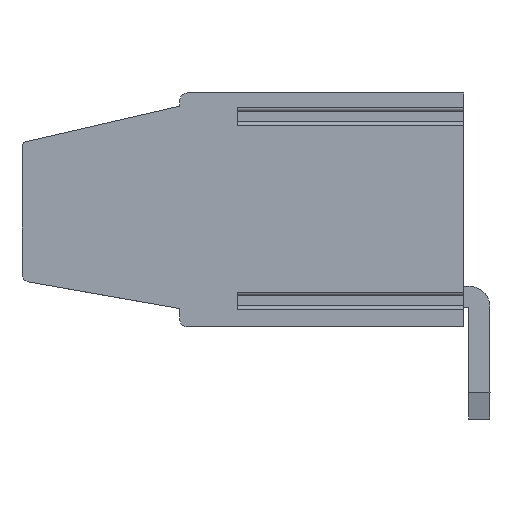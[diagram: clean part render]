
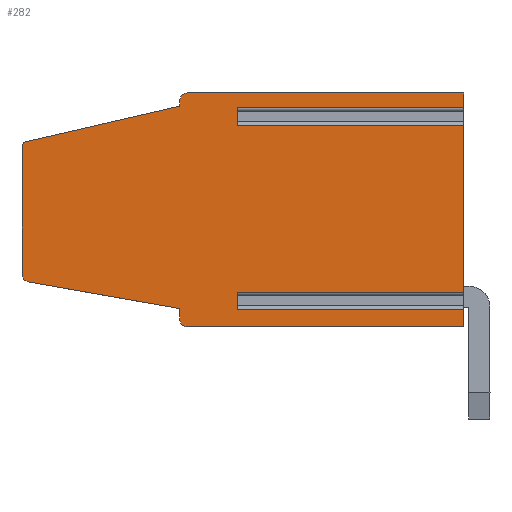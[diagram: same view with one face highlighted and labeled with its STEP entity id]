
A CAD part, left-side view. The second image highlights one B-rep face of the part: STEP entity #282.
In plain terms, the highlighted planar face has unit normal (-1, 0, 0).
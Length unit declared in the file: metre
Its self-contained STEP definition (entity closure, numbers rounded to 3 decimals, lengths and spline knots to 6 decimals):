
#282=ADVANCED_FACE('',(#658),#659,.T.);
#658=FACE_OUTER_BOUND('',#1131,.T.);
#659=PLANE('',#1132);
#1131=EDGE_LOOP('',(#1929,#1930,#1931,#1932,#1933,#1934,#1935,#1936,#1937,#1938,#1939,#1940,#1941,#1942,#1943,#1944,#1945,#1946,#1947,#1948));
#1132=AXIS2_PLACEMENT_3D('',#1949,#1950,#1951);
#1929=ORIENTED_EDGE('',*,*,#3076,.T.);
#1930=ORIENTED_EDGE('',*,*,#3012,.F.);
#1931=ORIENTED_EDGE('',*,*,#3051,.F.);
#1932=ORIENTED_EDGE('',*,*,#2919,.T.);
#1933=ORIENTED_EDGE('',*,*,#3077,.T.);
#1934=ORIENTED_EDGE('',*,*,#3078,.T.);
#1935=ORIENTED_EDGE('',*,*,#3079,.T.);
#1936=ORIENTED_EDGE('',*,*,#3080,.T.);
#1937=ORIENTED_EDGE('',*,*,#3081,.T.);
#1938=ORIENTED_EDGE('',*,*,#3082,.T.);
#1939=ORIENTED_EDGE('',*,*,#2886,.T.);
#1940=ORIENTED_EDGE('',*,*,#3083,.T.);
#1941=ORIENTED_EDGE('',*,*,#2957,.T.);
#1942=ORIENTED_EDGE('',*,*,#3069,.T.);
#1943=ORIENTED_EDGE('',*,*,#3084,.T.);
#1944=ORIENTED_EDGE('',*,*,#3085,.F.);
#1945=ORIENTED_EDGE('',*,*,#3086,.T.);
#1946=ORIENTED_EDGE('',*,*,#2804,.T.);
#1947=ORIENTED_EDGE('',*,*,#3000,.F.);
#1948=ORIENTED_EDGE('',*,*,#2997,.F.);
#1949=CARTESIAN_POINT('',(0.015,0.0168,-0.00689));
#1950=DIRECTION('',(-1.0,0.,0.));
#1951=DIRECTION('',(0.,1.0,0.));
#2804=EDGE_CURVE('',#3342,#3343,#3344,.T.);
#2886=EDGE_CURVE('',#3486,#3484,#3487,.T.);
#2919=EDGE_CURVE('',#3545,#3543,#3546,.T.);
#2957=EDGE_CURVE('',#3612,#3609,#3613,.T.);
#2997=EDGE_CURVE('',#3672,#3674,#3675,.T.);
#3000=EDGE_CURVE('',#3674,#3343,#3678,.T.);
#3012=EDGE_CURVE('',#3695,#3696,#3697,.T.);
#3051=EDGE_CURVE('',#3545,#3695,#3753,.T.);
#3069=EDGE_CURVE('',#3609,#3778,#3781,.T.);
#3076=EDGE_CURVE('',#3672,#3696,#3790,.T.);
#3077=EDGE_CURVE('',#3543,#3791,#3792,.T.);
#3078=EDGE_CURVE('',#3791,#3793,#3794,.T.);
#3079=EDGE_CURVE('',#3793,#3795,#3796,.T.);
#3080=EDGE_CURVE('',#3795,#3797,#3798,.T.);
#3081=EDGE_CURVE('',#3797,#3799,#3800,.T.);
#3082=EDGE_CURVE('',#3799,#3486,#3801,.T.);
#3083=EDGE_CURVE('',#3484,#3612,#3802,.T.);
#3084=EDGE_CURVE('',#3778,#3803,#3804,.T.);
#3085=EDGE_CURVE('',#3805,#3803,#3806,.T.);
#3086=EDGE_CURVE('',#3805,#3342,#3807,.T.);
#3342=VERTEX_POINT('',#4138);
#3343=VERTEX_POINT('',#4139);
#3344=LINE('',#4140,#4141);
#3484=VERTEX_POINT('',#4335);
#3486=VERTEX_POINT('',#4338);
#3487=LINE('',#4339,#4340);
#3543=VERTEX_POINT('',#4420);
#3545=VERTEX_POINT('',#4422);
#3546=LINE('',#4423,#4424);
#3609=VERTEX_POINT('',#4523);
#3612=VERTEX_POINT('',#4527);
#3613=LINE('',#4528,#4529);
#3672=VERTEX_POINT('',#4618);
#3674=VERTEX_POINT('',#4620);
#3675=LINE('',#4621,#4622);
#3678=LINE('',#4625,#4626);
#3695=VERTEX_POINT('',#4647);
#3696=VERTEX_POINT('',#4648);
#3697=LINE('',#4649,#4650);
#3753=LINE('',#4725,#4726);
#3778=VERTEX_POINT('',#4760);
#3781=LINE('',#4764,#4765);
#3790=LINE('',#4778,#4779);
#3791=VERTEX_POINT('',#4780);
#3792=LINE('',#4781,#4782);
#3793=VERTEX_POINT('',#4783);
#3794=LINE('',#4784,#4785);
#3795=VERTEX_POINT('',#4786);
#3796=CIRCLE('',#4787,0.0003);
#3797=VERTEX_POINT('',#4788);
#3798=LINE('',#4789,#4790);
#3799=VERTEX_POINT('',#4791);
#3800=LINE('',#4792,#4793);
#3801=CIRCLE('',#4794,0.0002);
#3802=CIRCLE('',#4795,0.0003);
#3803=VERTEX_POINT('',#4796);
#3804=CIRCLE('',#4797,0.0003);
#3805=VERTEX_POINT('',#4798);
#3806=LINE('',#4799,#4800);
#3807=LINE('',#4801,#4802);
#4138=CARTESIAN_POINT('',(0.015,0.,-0.00823));
#4139=CARTESIAN_POINT('',(0.015,0.0086,-0.00823));
#4140=CARTESIAN_POINT('',(0.015,0.,-0.00823));
#4141=VECTOR('',#5231,1.0);
#4335=CARTESIAN_POINT('',(0.015,0.0168,-0.00689));
#4338=CARTESIAN_POINT('',(0.015,0.0168,-0.002044));
#4339=CARTESIAN_POINT('',(0.015,0.0168,-0.002044));
#4340=VECTOR('',#5320,1.0);
#4420=CARTESIAN_POINT('',(0.015,0.,-0.00057));
#4422=CARTESIAN_POINT('',(0.015,0.0086,-0.00057));
#4423=CARTESIAN_POINT('',(0.015,0.,-0.00057));
#4424=VECTOR('',#5354,1.0);
#4523=CARTESIAN_POINT('',(0.015,0.0108,-0.0082));
#4527=CARTESIAN_POINT('',(0.015,0.016552,-0.007186));
#4528=CARTESIAN_POINT('',(0.015,0.016552,-0.007186));
#4529=VECTOR('',#5400,1.0);
#4618=CARTESIAN_POINT('',(0.015,0.,-0.00757));
#4620=CARTESIAN_POINT('',(0.015,0.0086,-0.00757));
#4621=CARTESIAN_POINT('',(0.015,0.,-0.00757));
#4622=VECTOR('',#5434,1.0);
#4625=CARTESIAN_POINT('',(0.015,0.0086,-0.00823));
#4626=VECTOR('',#5438,1.0);
#4647=CARTESIAN_POINT('',(0.015,0.0086,-0.00123));
#4648=CARTESIAN_POINT('',(0.015,0.,-0.00123));
#4649=CARTESIAN_POINT('',(0.015,0.,-0.00123));
#4650=VECTOR('',#5455,1.0);
#4725=CARTESIAN_POINT('',(0.015,0.0086,-0.00123));
#4726=VECTOR('',#5504,1.0);
#4760=CARTESIAN_POINT('',(0.015,0.0108,-0.0086));
#4764=CARTESIAN_POINT('',(0.015,0.0108,-0.0082));
#4765=VECTOR('',#5521,1.0);
#4778=CARTESIAN_POINT('',(0.015,0.,-0.008915));
#4779=VECTOR('',#5526,1.0);
#4780=CARTESIAN_POINT('',(0.015,0.,0.0));
#4781=CARTESIAN_POINT('',(0.015,0.,-0.008915));
#4782=VECTOR('',#5527,1.0);
#4783=CARTESIAN_POINT('',(0.015,0.0105,0.));
#4784=CARTESIAN_POINT('',(0.015,0.,0.0));
#4785=VECTOR('',#5528,1.0);
#4786=CARTESIAN_POINT('',(0.015,0.0108,-0.0003));
#4787=AXIS2_PLACEMENT_3D('',#5529,#5530,#5531);
#4788=CARTESIAN_POINT('',(0.015,0.0108,-0.0005));
#4789=CARTESIAN_POINT('',(0.015,0.0108,-0.0003));
#4790=VECTOR('',#5532,1.0);
#4791=CARTESIAN_POINT('',(0.015,0.016645,-0.001849));
#4792=CARTESIAN_POINT('',(0.015,0.0108,-0.0005));
#4793=VECTOR('',#5533,1.0);
#4794=AXIS2_PLACEMENT_3D('',#5534,#5535,#5536);
#4795=AXIS2_PLACEMENT_3D('',#5537,#5538,#5539);
#4796=CARTESIAN_POINT('',(0.015,0.0105,-0.0089));
#4797=AXIS2_PLACEMENT_3D('',#5540,#5541,#5542);
#4798=CARTESIAN_POINT('',(0.015,0.,-0.0089));
#4799=CARTESIAN_POINT('',(0.015,0.0051,-0.0089));
#4800=VECTOR('',#5543,1.0);
#4801=CARTESIAN_POINT('',(0.015,0.,-0.008915));
#4802=VECTOR('',#5544,1.0);
#5231=DIRECTION('',(0.,1.0,0.));
#5320=DIRECTION('',(0.,0.,-1.0));
#5354=DIRECTION('',(0.,-1.0,0.));
#5400=DIRECTION('',(0.,-0.985,-0.174));
#5434=DIRECTION('',(0.,1.0,0.));
#5438=DIRECTION('',(0.,0.,-1.0));
#5455=DIRECTION('',(0.,-1.0,0.));
#5504=DIRECTION('',(0.,0.,-1.0));
#5521=DIRECTION('',(0.,0.,-1.0));
#5526=DIRECTION('',(0.,0.,1.0));
#5527=DIRECTION('',(0.,0.,1.0));
#5528=DIRECTION('',(0.,1.0,0.));
#5529=CARTESIAN_POINT('',(0.015,0.0105,-0.0003));
#5530=DIRECTION('',(-1.0,0.,0.));
#5531=DIRECTION('',(0.,-1.0,0.));
#5532=DIRECTION('',(0.,0.,-1.0));
#5533=DIRECTION('',(0.,0.974,-0.225));
#5534=CARTESIAN_POINT('',(0.015,0.0166,-0.002044));
#5535=DIRECTION('',(-1.0,0.,0.));
#5536=DIRECTION('',(0.,-1.0,0.));
#5537=CARTESIAN_POINT('',(0.015,0.0165,-0.00689));
#5538=DIRECTION('',(-1.0,0.,0.));
#5539=DIRECTION('',(0.,-1.0,0.));
#5540=CARTESIAN_POINT('',(0.015,0.0105,-0.0086));
#5541=DIRECTION('',(-1.0,0.,0.));
#5542=DIRECTION('',(0.,-1.0,0.));
#5543=DIRECTION('',(0.,1.0,0.));
#5544=DIRECTION('',(0.,0.,1.0));
